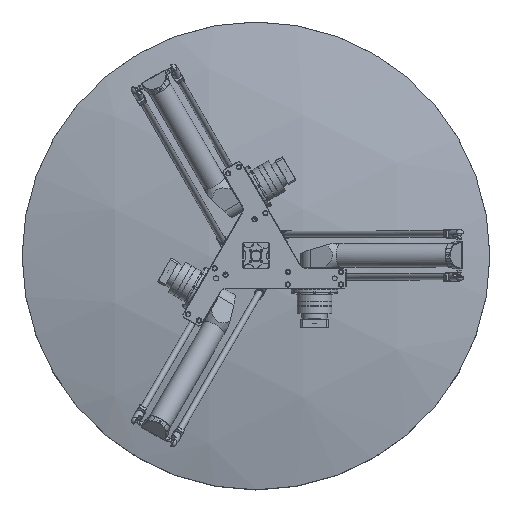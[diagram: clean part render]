
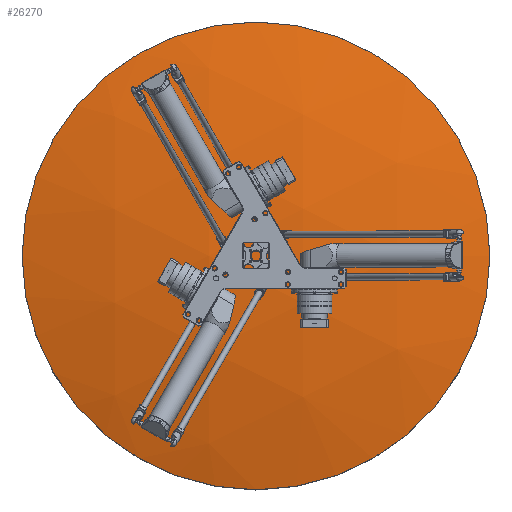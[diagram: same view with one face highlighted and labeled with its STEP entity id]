
A CAD part, top view. The second image highlights one B-rep face of the part: STEP entity #26270.
In plain terms, the highlighted spherical face has radius 2289.25 mm.
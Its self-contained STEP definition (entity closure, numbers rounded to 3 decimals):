
#47=SPHERICAL_SURFACE('',#29063,2289.25);
#8873=FACE_OUTER_BOUND('',#10836,.T.);
#10836=EDGE_LOOP('',(#24512));
#11918=CIRCLE('',#29064,599.9);
#14171=VERTEX_POINT('',#52811);
#17619=EDGE_CURVE('',#14171,#14171,#11918,.T.);
#24512=ORIENTED_EDGE('',*,*,#17619,.F.);
#26270=ADVANCED_FACE('',(#8873),#47,.T.);
#29063=AXIS2_PLACEMENT_3D('',#52810,#36544,#36545);
#29064=AXIS2_PLACEMENT_3D('',#52812,#36546,#36547);
#36544=DIRECTION('center_axis',(0.,0.,1.));
#36545=DIRECTION('ref_axis',(1.,0.,0.));
#36546=DIRECTION('center_axis',(0.,-1.,0.));
#36547=DIRECTION('ref_axis',(0.,0.,-1.));
#52810=CARTESIAN_POINT('Origin',(0.,-1959.25,0.));
#52811=CARTESIAN_POINT('',(0.,250.,599.9));
#52812=CARTESIAN_POINT('Origin',(0.,250.,0.));
